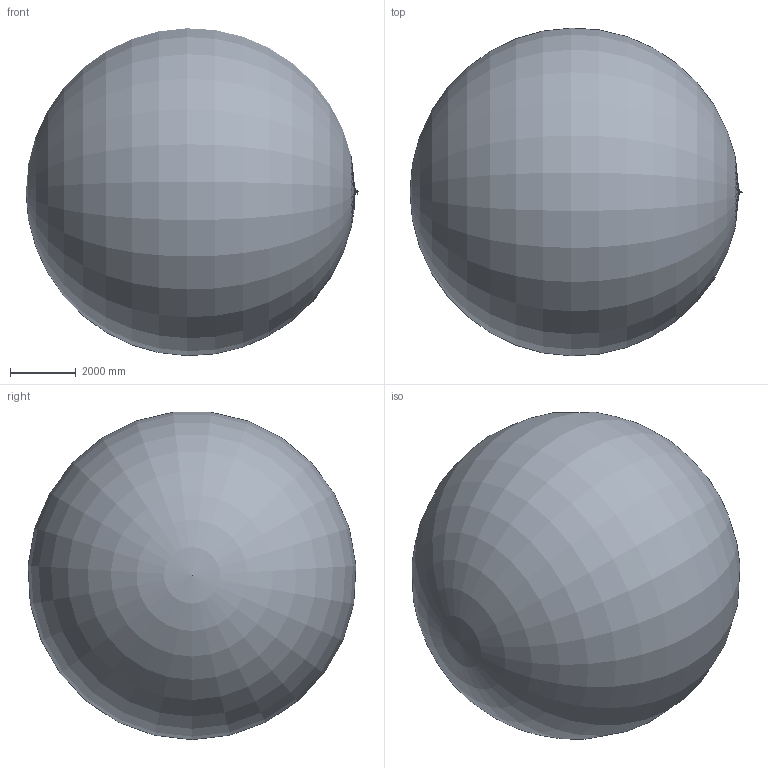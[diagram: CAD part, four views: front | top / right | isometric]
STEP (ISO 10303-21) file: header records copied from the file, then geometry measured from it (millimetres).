
FILE_DESCRIPTION(/* description */ ('Unknown'),/* implementation_level */ '2;1');
FILE_NAME(/* name */ '24057001',/* time_stamp */ '2022-09-09T13:16:01+02:00',/* author */ ('Unknown'),/* organization */ ('GROHE AG'),/* preprocessor_version */ 'ST-DEVELOPER v16.7',/* originating_system */ 'DEX',/* authorisation */ $);
FILE_SCHEMA (('AUTOMOTIVE_DESIGN {1 0 10303 214 3 1 1}'));
Length unit declared in the file: millimetre
Products named in the file (5): 24057001; 24057001_0; A4286283-2; A4286283-2_0
Assembly tree (4 placements, depth 2):
  24057001
    24057001
    24057001_0
    A4286283-2
    A4286283-2_0
Bounding box: 10084.53 x 9960.97 x 9944.12 mm (x, y, z)
Volume: 521147032333.6 mm3; surface area: 313245479.4 mm2
Topology: 4 solids, 5 shells, 75 faces, 174 edges, 114 vertices
Faces by surface type: bspline 32, plane 26, cylinder 10, cone 4, sphere 2, torus 1
Full cylindrical faces by diameter (mm): 6.35 x1, 7.793 x1
Entity records: 4776 total; most frequent: CARTESIAN_POINT 3264, ORIENTED_EDGE 320, EDGE_CURVE 160, DIRECTION 140, B_SPLINE_CURVE_WITH_KNOTS 130, VERTEX_POINT 110, FACE_BOUND 90, EDGE_LOOP 89
